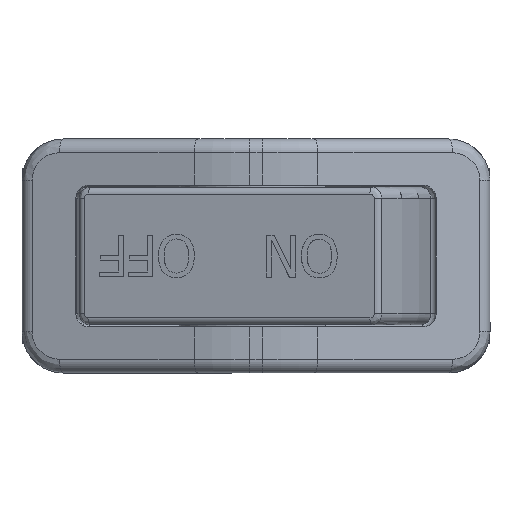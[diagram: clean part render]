
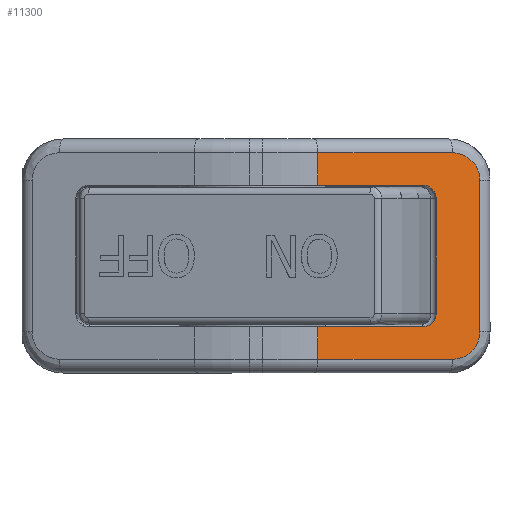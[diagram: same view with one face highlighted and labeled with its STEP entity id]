
A CAD part, front view. The second image highlights one B-rep face of the part: STEP entity #11300.
In plain terms, the highlighted planar face has unit normal (0.268, -0.963, 0).
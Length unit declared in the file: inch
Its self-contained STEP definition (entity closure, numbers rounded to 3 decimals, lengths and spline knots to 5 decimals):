
#38=ELLIPSE('',#12049,0.08174,0.07874);
#41=ELLIPSE('',#12056,0.08174,0.07874);
#46=ELLIPSE('',#12096,0.04087,0.03937);
#47=ELLIPSE('',#12097,0.04087,0.03937);
#554=PLANE('',#12095);
#1115=FACE_OUTER_BOUND('',#1742,.T.);
#1742=EDGE_LOOP('',(#9712,#9713,#9714,#9715,#9716,#9717,#9718,#9719,#9720,
#9721,#9722,#9723));
#2532=LINE('',#17107,#3838);
#2546=LINE('',#17146,#3852);
#3028=LINE('',#18291,#4334);
#3030=LINE('',#18327,#4336);
#3042=LINE('',#18444,#4348);
#3046=LINE('',#18451,#4352);
#3047=LINE('',#18453,#4353);
#3048=LINE('',#18457,#4354);
#3838=VECTOR('',#13266,0.3937);
#3852=VECTOR('',#13296,0.3937);
#4334=VECTOR('',#14238,0.3937);
#4336=VECTOR('',#14250,0.3937);
#4348=VECTOR('',#14328,0.3937);
#4352=VECTOR('',#14338,0.3937);
#4353=VECTOR('',#14341,0.3937);
#4354=VECTOR('',#14344,0.3937);
#5177=VERTEX_POINT('',#17104);
#5178=VERTEX_POINT('',#17106);
#5194=VERTEX_POINT('',#17143);
#5195=VERTEX_POINT('',#17145);
#5541=VERTEX_POINT('',#18279);
#5542=VERTEX_POINT('',#18281);
#5544=VERTEX_POINT('',#18287);
#5546=VERTEX_POINT('',#18317);
#5548=VERTEX_POINT('',#18323);
#5570=VERTEX_POINT('',#18437);
#5572=VERTEX_POINT('',#18454);
#5573=VERTEX_POINT('',#18456);
#6428=EDGE_CURVE('',#5178,#5177,#2532,.T.);
#6448=EDGE_CURVE('',#5195,#5194,#2546,.T.);
#6979=EDGE_CURVE('',#5541,#5542,#38,.T.);
#6984=EDGE_CURVE('',#5542,#5544,#3028,.T.);
#6987=EDGE_CURVE('',#5544,#5546,#41,.T.);
#6990=EDGE_CURVE('',#5546,#5548,#3030,.T.);
#7025=EDGE_CURVE('',#5570,#5541,#3042,.T.);
#7029=EDGE_CURVE('',#5194,#5548,#3046,.T.);
#7030=EDGE_CURVE('',#5570,#5178,#3047,.T.);
#7031=EDGE_CURVE('',#5177,#5572,#46,.T.);
#7032=EDGE_CURVE('',#5572,#5573,#3048,.T.);
#7033=EDGE_CURVE('',#5573,#5195,#47,.T.);
#9712=ORIENTED_EDGE('',*,*,#6990,.F.);
#9713=ORIENTED_EDGE('',*,*,#6987,.F.);
#9714=ORIENTED_EDGE('',*,*,#6984,.F.);
#9715=ORIENTED_EDGE('',*,*,#6979,.F.);
#9716=ORIENTED_EDGE('',*,*,#7025,.F.);
#9717=ORIENTED_EDGE('',*,*,#7030,.T.);
#9718=ORIENTED_EDGE('',*,*,#6428,.T.);
#9719=ORIENTED_EDGE('',*,*,#7031,.T.);
#9720=ORIENTED_EDGE('',*,*,#7032,.T.);
#9721=ORIENTED_EDGE('',*,*,#7033,.T.);
#9722=ORIENTED_EDGE('',*,*,#6448,.T.);
#9723=ORIENTED_EDGE('',*,*,#7029,.T.);
#11300=ADVANCED_FACE('',(#1115),#554,.F.);
#12049=AXIS2_PLACEMENT_3D('',#18282,#14227,#14228);
#12056=AXIS2_PLACEMENT_3D('',#18321,#14243,#14244);
#12095=AXIS2_PLACEMENT_3D('',#18452,#14339,#14340);
#12096=AXIS2_PLACEMENT_3D('',#18455,#14342,#14343);
#12097=AXIS2_PLACEMENT_3D('',#18458,#14345,#14346);
#13266=DIRECTION('',(0.963,0.268,0.));
#13296=DIRECTION('',(-0.963,-0.268,0.));
#14227=DIRECTION('center_axis',(-0.268,0.963,0.));
#14228=DIRECTION('ref_axis',(0.963,0.268,0.));
#14238=DIRECTION('',(0.,0.,-1.));
#14243=DIRECTION('center_axis',(-0.268,0.963,0.));
#14244=DIRECTION('ref_axis',(0.963,0.268,0.));
#14250=DIRECTION('',(-0.963,-0.268,0.));
#14328=DIRECTION('',(0.963,0.268,0.));
#14338=DIRECTION('',(0.,0.,-1.));
#14339=DIRECTION('center_axis',(-0.268,0.963,0.));
#14340=DIRECTION('ref_axis',(0.963,0.268,0.));
#14341=DIRECTION('',(0.,0.,-1.));
#14342=DIRECTION('center_axis',(-0.268,0.963,0.));
#14343=DIRECTION('ref_axis',(0.963,0.268,0.));
#14344=DIRECTION('',(0.,0.,-1.));
#14345=DIRECTION('center_axis',(-0.268,0.963,0.));
#14346=DIRECTION('ref_axis',(-0.963,-0.268,0.));
#17104=CARTESIAN_POINT('',(0.47638,-1.01698,0.20276));
#17106=CARTESIAN_POINT('',(0.17693,-1.10039,0.20276));
#17107=CARTESIAN_POINT('',(-0.129,-1.18561,0.20276));
#17143=CARTESIAN_POINT('',(0.17693,-1.10039,-0.20276));
#17145=CARTESIAN_POINT('',(0.47638,-1.01698,-0.20276));
#17146=CARTESIAN_POINT('',(0.31307,-1.06247,-0.20276));
#18279=CARTESIAN_POINT('',(0.56175,-0.9932,0.29528));
#18281=CARTESIAN_POINT('',(0.64049,-0.97127,0.21654));
#18282=CARTESIAN_POINT('Origin',(0.56175,-0.9932,0.21654));
#18287=CARTESIAN_POINT('',(0.64049,-0.97127,-0.21654));
#18291=CARTESIAN_POINT('',(0.64049,-0.97127,0.05906));
#18317=CARTESIAN_POINT('',(0.56175,-0.9932,-0.29528));
#18321=CARTESIAN_POINT('Origin',(0.56175,-0.9932,-0.21654));
#18323=CARTESIAN_POINT('',(0.17693,-1.10039,-0.29528));
#18327=CARTESIAN_POINT('',(-0.13318,-1.18677,-0.29528));
#18437=CARTESIAN_POINT('',(0.17693,-1.10039,0.29528));
#18444=CARTESIAN_POINT('',(0.37831,-1.04429,0.29528));
#18451=CARTESIAN_POINT('',(0.17693,-1.10039,0.33465));
#18452=CARTESIAN_POINT('Origin',(0.17693,-1.10039,0.33465));
#18453=CARTESIAN_POINT('',(0.17693,-1.10039,0.33465));
#18454=CARTESIAN_POINT('',(0.51575,-1.00601,0.16339));
#18455=CARTESIAN_POINT('Origin',(0.47638,-1.01698,0.16339));
#18456=CARTESIAN_POINT('',(0.51575,-1.00601,-0.16339));
#18457=CARTESIAN_POINT('',(0.51575,-1.00601,0.24902));
#18458=CARTESIAN_POINT('Origin',(0.47638,-1.01698,-0.16339));
